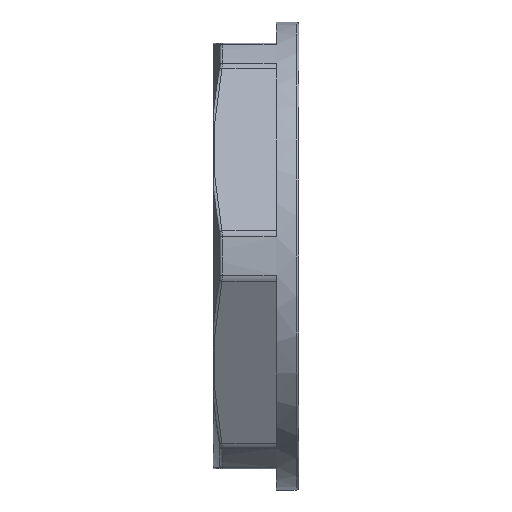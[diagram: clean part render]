
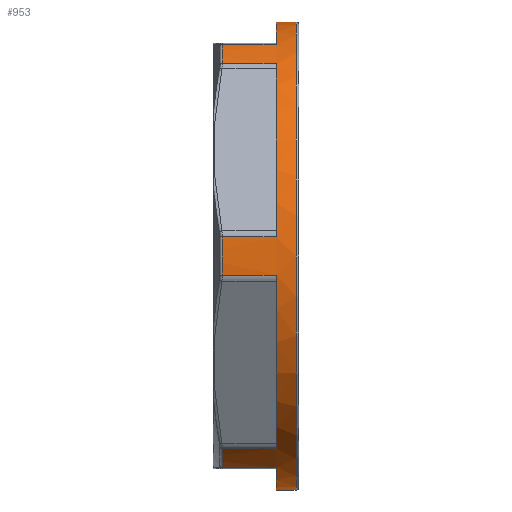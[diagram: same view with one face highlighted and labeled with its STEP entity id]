
A CAD part, front view. The second image highlights one B-rep face of the part: STEP entity #953.
In plain terms, the highlighted cylindrical face has radius 16.62 mm (diameter 33.24 mm), a full revolution.
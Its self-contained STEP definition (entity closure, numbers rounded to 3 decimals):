
#68=FACE_BOUND('',#225,.T.);
#79=LINE('',#1484,#111);
#81=LINE('',#1498,#113);
#82=LINE('',#1502,#114);
#83=LINE('',#1506,#115);
#84=LINE('',#1510,#116);
#85=LINE('',#1514,#117);
#86=LINE('',#1518,#118);
#87=LINE('',#1522,#119);
#88=LINE('',#1526,#120);
#89=LINE('',#1530,#121);
#90=LINE('',#1534,#122);
#91=LINE('',#1537,#123);
#111=VECTOR('',#1167,10.);
#113=VECTOR('',#1183,10.);
#114=VECTOR('',#1186,10.);
#115=VECTOR('',#1189,10.);
#116=VECTOR('',#1192,10.);
#117=VECTOR('',#1195,10.);
#118=VECTOR('',#1198,10.);
#119=VECTOR('',#1201,10.);
#120=VECTOR('',#1204,10.);
#121=VECTOR('',#1207,10.);
#122=VECTOR('',#1210,10.);
#123=VECTOR('',#1213,10.);
#144=CYLINDRICAL_SURFACE('',#1031,16.62);
#161=FACE_OUTER_BOUND('',#224,.T.);
#224=EDGE_LOOP('',(#636));
#225=EDGE_LOOP('',(#637,#638,#639,#640,#641,#642,#643,#644,#645,#646,#647,
#648,#649,#650,#651,#652,#653,#654,#655,#656,#657,#658,#659,#660));
#315=CIRCLE('',#1028,16.62);
#318=CIRCLE('',#1032,16.62);
#319=CIRCLE('',#1033,16.62);
#320=CIRCLE('',#1034,16.62);
#321=CIRCLE('',#1035,16.62);
#322=CIRCLE('',#1036,16.62);
#323=CIRCLE('',#1037,16.62);
#324=CIRCLE('',#1038,16.62);
#325=CIRCLE('',#1039,16.62);
#326=CIRCLE('',#1040,16.62);
#327=CIRCLE('',#1041,16.62);
#328=CIRCLE('',#1042,16.62);
#329=CIRCLE('',#1043,16.62);
#379=VERTEX_POINT('',#1475);
#382=VERTEX_POINT('',#1482);
#383=VERTEX_POINT('',#1487);
#385=VERTEX_POINT('',#1493);
#386=VERTEX_POINT('',#1495);
#387=VERTEX_POINT('',#1497);
#388=VERTEX_POINT('',#1499);
#389=VERTEX_POINT('',#1501);
#390=VERTEX_POINT('',#1503);
#391=VERTEX_POINT('',#1505);
#392=VERTEX_POINT('',#1507);
#393=VERTEX_POINT('',#1509);
#394=VERTEX_POINT('',#1511);
#395=VERTEX_POINT('',#1513);
#396=VERTEX_POINT('',#1515);
#397=VERTEX_POINT('',#1517);
#398=VERTEX_POINT('',#1519);
#399=VERTEX_POINT('',#1521);
#400=VERTEX_POINT('',#1523);
#401=VERTEX_POINT('',#1525);
#402=VERTEX_POINT('',#1527);
#403=VERTEX_POINT('',#1529);
#404=VERTEX_POINT('',#1531);
#405=VERTEX_POINT('',#1533);
#406=VERTEX_POINT('',#1535);
#476=EDGE_CURVE('',#382,#379,#79,.T.);
#478=EDGE_CURVE('',#379,#383,#315,.T.);
#481=EDGE_CURVE('',#385,#385,#318,.T.);
#482=EDGE_CURVE('',#386,#382,#319,.T.);
#483=EDGE_CURVE('',#387,#386,#81,.T.);
#484=EDGE_CURVE('',#388,#387,#320,.T.);
#485=EDGE_CURVE('',#389,#388,#82,.T.);
#486=EDGE_CURVE('',#390,#389,#321,.T.);
#487=EDGE_CURVE('',#391,#390,#83,.T.);
#488=EDGE_CURVE('',#392,#391,#322,.T.);
#489=EDGE_CURVE('',#393,#392,#84,.T.);
#490=EDGE_CURVE('',#394,#393,#323,.T.);
#491=EDGE_CURVE('',#395,#394,#85,.T.);
#492=EDGE_CURVE('',#396,#395,#324,.T.);
#493=EDGE_CURVE('',#397,#396,#86,.T.);
#494=EDGE_CURVE('',#398,#397,#325,.T.);
#495=EDGE_CURVE('',#399,#398,#87,.T.);
#496=EDGE_CURVE('',#400,#399,#326,.T.);
#497=EDGE_CURVE('',#401,#400,#88,.T.);
#498=EDGE_CURVE('',#402,#401,#327,.T.);
#499=EDGE_CURVE('',#403,#402,#89,.T.);
#500=EDGE_CURVE('',#404,#403,#328,.T.);
#501=EDGE_CURVE('',#405,#404,#90,.T.);
#502=EDGE_CURVE('',#406,#405,#329,.T.);
#503=EDGE_CURVE('',#383,#406,#91,.T.);
#636=ORIENTED_EDGE('',*,*,#481,.F.);
#637=ORIENTED_EDGE('',*,*,#476,.F.);
#638=ORIENTED_EDGE('',*,*,#482,.F.);
#639=ORIENTED_EDGE('',*,*,#483,.F.);
#640=ORIENTED_EDGE('',*,*,#484,.F.);
#641=ORIENTED_EDGE('',*,*,#485,.F.);
#642=ORIENTED_EDGE('',*,*,#486,.F.);
#643=ORIENTED_EDGE('',*,*,#487,.F.);
#644=ORIENTED_EDGE('',*,*,#488,.F.);
#645=ORIENTED_EDGE('',*,*,#489,.F.);
#646=ORIENTED_EDGE('',*,*,#490,.F.);
#647=ORIENTED_EDGE('',*,*,#491,.F.);
#648=ORIENTED_EDGE('',*,*,#492,.F.);
#649=ORIENTED_EDGE('',*,*,#493,.F.);
#650=ORIENTED_EDGE('',*,*,#494,.F.);
#651=ORIENTED_EDGE('',*,*,#495,.F.);
#652=ORIENTED_EDGE('',*,*,#496,.F.);
#653=ORIENTED_EDGE('',*,*,#497,.F.);
#654=ORIENTED_EDGE('',*,*,#498,.F.);
#655=ORIENTED_EDGE('',*,*,#499,.F.);
#656=ORIENTED_EDGE('',*,*,#500,.F.);
#657=ORIENTED_EDGE('',*,*,#501,.F.);
#658=ORIENTED_EDGE('',*,*,#502,.F.);
#659=ORIENTED_EDGE('',*,*,#503,.F.);
#660=ORIENTED_EDGE('',*,*,#478,.F.);
#953=ADVANCED_FACE('',(#161,#68),#144,.T.);
#1028=AXIS2_PLACEMENT_3D('',#1488,#1171,#1172);
#1031=AXIS2_PLACEMENT_3D('',#1492,#1177,#1178);
#1032=AXIS2_PLACEMENT_3D('',#1494,#1179,#1180);
#1033=AXIS2_PLACEMENT_3D('',#1496,#1181,#1182);
#1034=AXIS2_PLACEMENT_3D('',#1500,#1184,#1185);
#1035=AXIS2_PLACEMENT_3D('',#1504,#1187,#1188);
#1036=AXIS2_PLACEMENT_3D('',#1508,#1190,#1191);
#1037=AXIS2_PLACEMENT_3D('',#1512,#1193,#1194);
#1038=AXIS2_PLACEMENT_3D('',#1516,#1196,#1197);
#1039=AXIS2_PLACEMENT_3D('',#1520,#1199,#1200);
#1040=AXIS2_PLACEMENT_3D('',#1524,#1202,#1203);
#1041=AXIS2_PLACEMENT_3D('',#1528,#1205,#1206);
#1042=AXIS2_PLACEMENT_3D('',#1532,#1208,#1209);
#1043=AXIS2_PLACEMENT_3D('',#1536,#1211,#1212);
#1167=DIRECTION('',(-1.,0.,0.));
#1171=DIRECTION('center_axis',(-1.,0.,0.));
#1172=DIRECTION('ref_axis',(0.,-0.492,-0.871));
#1177=DIRECTION('center_axis',(1.,0.,0.));
#1178=DIRECTION('ref_axis',(0.,1.,0.));
#1179=DIRECTION('center_axis',(1.,0.,0.));
#1180=DIRECTION('ref_axis',(0.,-1.,0.));
#1181=DIRECTION('center_axis',(-1.,0.,0.));
#1182=DIRECTION('ref_axis',(0.,1.,0.));
#1183=DIRECTION('',(1.,0.,0.));
#1184=DIRECTION('center_axis',(-1.,0.,0.));
#1185=DIRECTION('ref_axis',(0.,0.5,-0.866));
#1186=DIRECTION('',(-1.,0.,0.));
#1187=DIRECTION('center_axis',(-1.,0.,0.));
#1188=DIRECTION('ref_axis',(0.,1.,0.));
#1189=DIRECTION('',(1.,0.,0.));
#1190=DIRECTION('center_axis',(-1.,0.,0.));
#1191=DIRECTION('ref_axis',(0.,1.,-0.009));
#1192=DIRECTION('',(-1.,0.,0.));
#1193=DIRECTION('center_axis',(-1.,0.,0.));
#1194=DIRECTION('ref_axis',(0.,1.,0.));
#1195=DIRECTION('',(1.,0.,0.));
#1196=DIRECTION('center_axis',(-1.,0.,0.));
#1197=DIRECTION('ref_axis',(0.,0.508,0.861));
#1198=DIRECTION('',(-1.,0.,0.));
#1199=DIRECTION('center_axis',(-1.,0.,0.));
#1200=DIRECTION('ref_axis',(0.,1.,0.));
#1201=DIRECTION('',(1.,0.,0.));
#1202=DIRECTION('center_axis',(-1.,0.,0.));
#1203=DIRECTION('ref_axis',(0.,-0.492,0.871));
#1204=DIRECTION('',(-1.,0.,0.));
#1205=DIRECTION('center_axis',(-1.,0.,0.));
#1206=DIRECTION('ref_axis',(0.,1.,0.));
#1207=DIRECTION('',(1.,0.,0.));
#1208=DIRECTION('center_axis',(-1.,0.,0.));
#1209=DIRECTION('ref_axis',(0.,-1.,0.));
#1210=DIRECTION('',(-1.,0.,0.));
#1211=DIRECTION('center_axis',(-1.,0.,0.));
#1212=DIRECTION('ref_axis',(0.,1.,0.));
#1213=DIRECTION('',(1.,0.,0.));
#1475=CARTESIAN_POINT('',(-5.435,-7.107,-15.024));
#1482=CARTESIAN_POINT('',(-1.61,-7.107,-15.024));
#1484=CARTESIAN_POINT('',(-0.805,-7.107,-15.024));
#1487=CARTESIAN_POINT('',(-5.435,-9.458,-13.667));
#1488=CARTESIAN_POINT('Origin',(-5.435,0.,0.));
#1492=CARTESIAN_POINT('Origin',(-0.805,0.,0.));
#1493=CARTESIAN_POINT('',(-0.2,16.62,0.));
#1494=CARTESIAN_POINT('Origin',(-0.2,0.,0.));
#1495=CARTESIAN_POINT('',(-1.61,7.107,-15.024));
#1496=CARTESIAN_POINT('Origin',(-1.61,0.,0.));
#1497=CARTESIAN_POINT('',(-5.435,7.107,-15.024));
#1498=CARTESIAN_POINT('',(-0.805,7.107,-15.024));
#1499=CARTESIAN_POINT('',(-5.435,9.458,-13.667));
#1500=CARTESIAN_POINT('Origin',(-5.435,0.,0.));
#1501=CARTESIAN_POINT('',(-1.61,9.458,-13.667));
#1502=CARTESIAN_POINT('',(-0.805,9.458,-13.667));
#1503=CARTESIAN_POINT('',(-1.61,16.564,-1.357));
#1504=CARTESIAN_POINT('Origin',(-1.61,0.,0.));
#1505=CARTESIAN_POINT('',(-5.435,16.564,-1.357));
#1506=CARTESIAN_POINT('',(-0.805,16.564,-1.357));
#1507=CARTESIAN_POINT('',(-5.435,16.564,1.357));
#1508=CARTESIAN_POINT('Origin',(-5.435,0.,0.));
#1509=CARTESIAN_POINT('',(-1.61,16.564,1.357));
#1510=CARTESIAN_POINT('',(-0.805,16.564,1.357));
#1511=CARTESIAN_POINT('',(-1.61,9.458,13.667));
#1512=CARTESIAN_POINT('Origin',(-1.61,0.,0.));
#1513=CARTESIAN_POINT('',(-5.435,9.458,13.667));
#1514=CARTESIAN_POINT('',(-0.805,9.458,13.667));
#1515=CARTESIAN_POINT('',(-5.435,7.107,15.024));
#1516=CARTESIAN_POINT('Origin',(-5.435,0.,0.));
#1517=CARTESIAN_POINT('',(-1.61,7.107,15.024));
#1518=CARTESIAN_POINT('',(-0.805,7.107,15.024));
#1519=CARTESIAN_POINT('',(-1.61,-7.107,15.024));
#1520=CARTESIAN_POINT('Origin',(-1.61,0.,0.));
#1521=CARTESIAN_POINT('',(-5.435,-7.107,15.024));
#1522=CARTESIAN_POINT('',(-0.805,-7.107,15.024));
#1523=CARTESIAN_POINT('',(-5.435,-9.458,13.667));
#1524=CARTESIAN_POINT('Origin',(-5.435,0.,0.));
#1525=CARTESIAN_POINT('',(-1.61,-9.458,13.667));
#1526=CARTESIAN_POINT('',(-0.805,-9.458,13.667));
#1527=CARTESIAN_POINT('',(-1.61,-16.564,1.357));
#1528=CARTESIAN_POINT('Origin',(-1.61,0.,0.));
#1529=CARTESIAN_POINT('',(-5.435,-16.564,1.357));
#1530=CARTESIAN_POINT('',(-0.805,-16.564,1.357));
#1531=CARTESIAN_POINT('',(-5.435,-16.564,-1.357));
#1532=CARTESIAN_POINT('Origin',(-5.435,0.,0.));
#1533=CARTESIAN_POINT('',(-1.61,-16.564,-1.357));
#1534=CARTESIAN_POINT('',(-0.805,-16.564,-1.357));
#1535=CARTESIAN_POINT('',(-1.61,-9.458,-13.667));
#1536=CARTESIAN_POINT('Origin',(-1.61,0.,0.));
#1537=CARTESIAN_POINT('',(-0.805,-9.458,-13.667));
